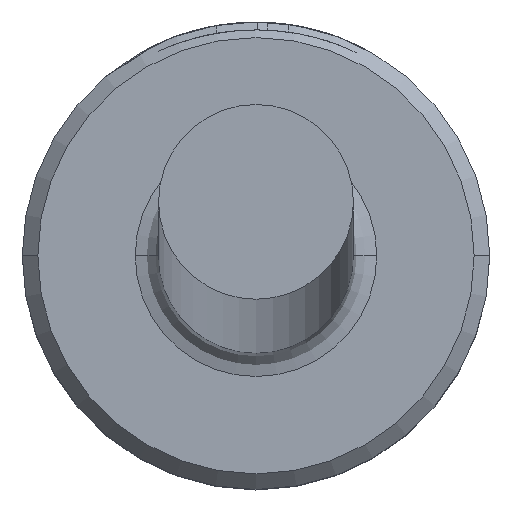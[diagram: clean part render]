
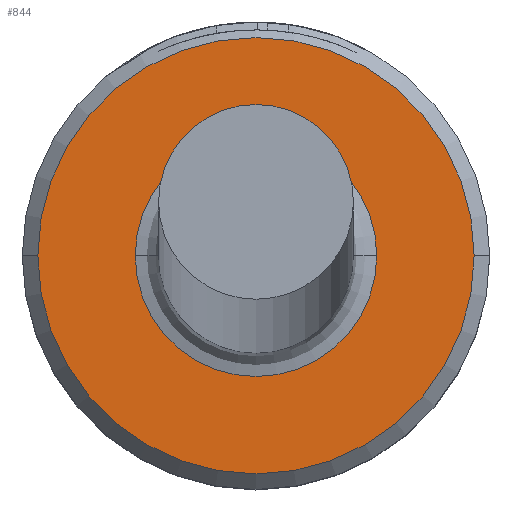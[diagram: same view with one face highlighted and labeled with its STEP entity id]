
A CAD part, top view. The second image highlights one B-rep face of the part: STEP entity #844.
In plain terms, the highlighted planar face has unit normal (0, 0, 1).
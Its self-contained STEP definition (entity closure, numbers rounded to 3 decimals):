
#34 = ORIENTED_EDGE ( 'NONE', *, *, #430, .T. ) ;
#42 = CARTESIAN_POINT ( 'NONE',  ( 0., 0., 4. ) ) ;
#104 = DIRECTION ( 'NONE',  ( 0., 0., -1. ) ) ;
#117 = CARTESIAN_POINT ( 'NONE',  ( 0., 0., 4. ) ) ;
#138 = DIRECTION ( 'NONE',  ( 1., 0., 0. ) ) ;
#202 = DIRECTION ( 'NONE',  ( 1., 0., 0. ) ) ;
#211 = EDGE_LOOP ( 'NONE', ( #34, #771 ) ) ;
#252 = CARTESIAN_POINT ( 'NONE',  ( 0., 0., 4. ) ) ;
#269 = CARTESIAN_POINT ( 'NONE',  ( 2.8, 0., 4. ) ) ;
#306 = DIRECTION ( 'NONE',  ( 0., 0., 1. ) ) ;
#318 = AXIS2_PLACEMENT_3D ( 'NONE', #117, #742, #202 ) ;
#352 = DIRECTION ( 'NONE',  ( -1., 0., 0. ) ) ;
#359 = CIRCLE ( 'NONE', #854, 1.55 ) ;
#376 = ORIENTED_EDGE ( 'NONE', *, *, #618, .T. ) ;
#430 = EDGE_CURVE ( 'NONE', #954, #896, #874, .T. ) ;
#508 = CARTESIAN_POINT ( 'NONE',  ( -1.55, 0., 4. ) ) ;
#523 = CIRCLE ( 'NONE', #803, 1.55 ) ;
#535 = EDGE_CURVE ( 'NONE', #896, #954, #540, .T. ) ;
#540 = CIRCLE ( 'NONE', #547, 2.8 ) ;
#547 = AXIS2_PLACEMENT_3D ( 'NONE', #42, #676, #138 ) ;
#572 = CARTESIAN_POINT ( 'NONE',  ( 0., 0., 4. ) ) ;
#583 = ORIENTED_EDGE ( 'NONE', *, *, #942, .T. ) ;
#618 = EDGE_CURVE ( 'NONE', #1137, #1106, #523, .T. ) ;
#643 = CARTESIAN_POINT ( 'NONE',  ( 0., 0., 4. ) ) ;
#676 = DIRECTION ( 'NONE',  ( 0., 0., 1. ) ) ;
#728 = DIRECTION ( 'NONE',  ( -1., 0., 0. ) ) ;
#742 = DIRECTION ( 'NONE',  ( 0., 0., 1. ) ) ;
#765 = CARTESIAN_POINT ( 'NONE',  ( 1.55, 0., 4. ) ) ;
#771 = ORIENTED_EDGE ( 'NONE', *, *, #535, .T. ) ;
#773 = EDGE_LOOP ( 'NONE', ( #376, #583 ) ) ;
#791 = AXIS2_PLACEMENT_3D ( 'NONE', #572, #306, #930 ) ;
#803 = AXIS2_PLACEMENT_3D ( 'NONE', #252, #891, #352 ) ;
#841 = PLANE ( 'NONE',  #791 ) ;
#844 = ADVANCED_FACE ( 'NONE', ( #1135, #893 ), #841, .T. ) ;
#854 = AXIS2_PLACEMENT_3D ( 'NONE', #643, #104, #728 ) ;
#874 = CIRCLE ( 'NONE', #318, 2.8 ) ;
#891 = DIRECTION ( 'NONE',  ( 0., 0., -1. ) ) ;
#893 = FACE_BOUND ( 'NONE', #773, .T. ) ;
#896 = VERTEX_POINT ( 'NONE', #269 ) ;
#908 = CARTESIAN_POINT ( 'NONE',  ( -2.8, 0., 4. ) ) ;
#930 = DIRECTION ( 'NONE',  ( 1., 0., 0. ) ) ;
#942 = EDGE_CURVE ( 'NONE', #1106, #1137, #359, .T. ) ;
#954 = VERTEX_POINT ( 'NONE', #908 ) ;
#1106 = VERTEX_POINT ( 'NONE', #765 ) ;
#1135 = FACE_OUTER_BOUND ( 'NONE', #211, .T. ) ;
#1137 = VERTEX_POINT ( 'NONE', #508 ) ;
